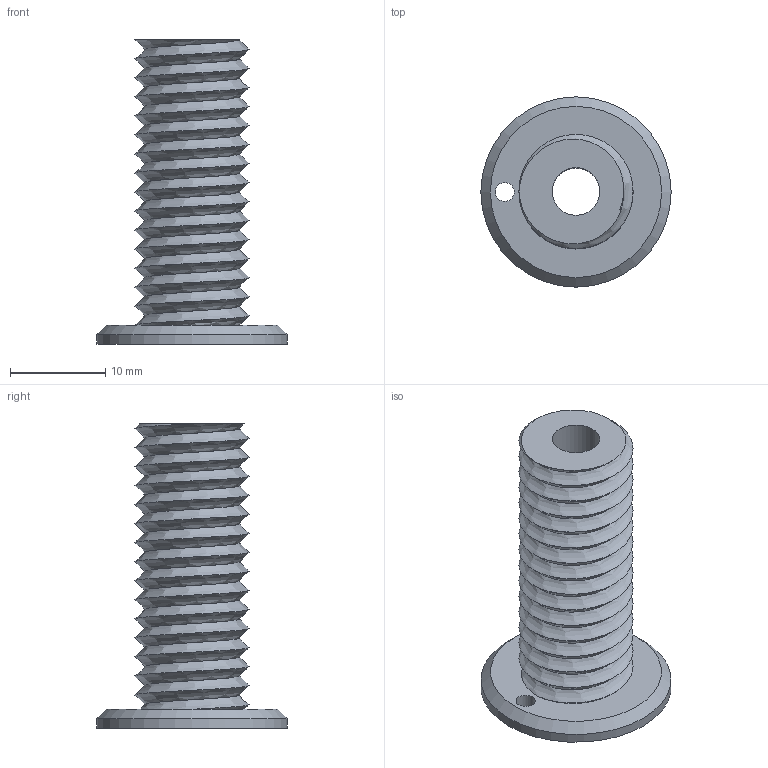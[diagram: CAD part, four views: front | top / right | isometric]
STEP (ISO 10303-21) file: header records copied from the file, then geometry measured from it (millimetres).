
FILE_DESCRIPTION((''),'2;1');
FILE_NAME('z pulley.ipt.step','2013-10-18T14:32:34',(''),(''),'Autodesk Inventor 2013','Autodesk Inventor 2013','');
FILE_SCHEMA(('AUTOMOTIVE_DESIGN { 1 0 10303 214 1 1 1 1 }'));
Length unit declared in the file: millimetre
Products named in the file (1): z pulley
Bounding box: 20 x 20 x 32 mm (x, y, z)
Volume: 2821.8 mm3; surface area: 2652.7 mm2
Topology: 1 solids, 1 shells, 10 faces, 20 edges, 13 vertices
Faces by surface type: cylinder 4, plane 3, bspline 2, cone 1
Full cylindrical faces by diameter (mm): 2 x1, 5 x1, 20 x1
Entity records: 2887 total; most frequent: CARTESIAN_POINT 2668, DIRECTION 36, ORIENTED_EDGE 32, EDGE_LOOP 19, AXIS2_PLACEMENT_3D 18, EDGE_CURVE 16, VERTEX_POINT 13, FACE_OUTER_BOUND 10
